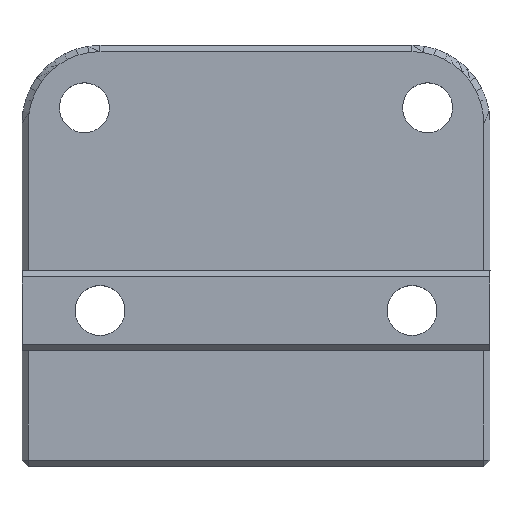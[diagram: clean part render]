
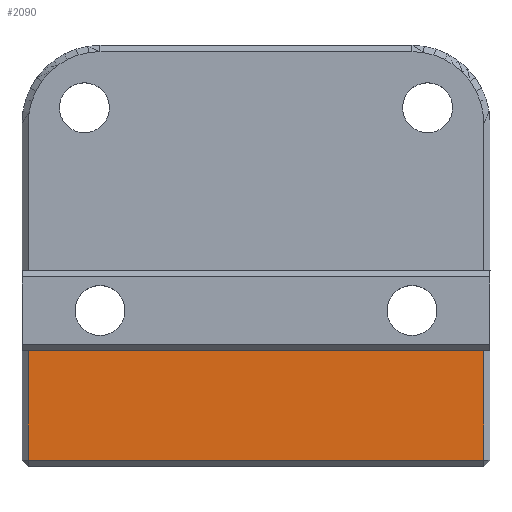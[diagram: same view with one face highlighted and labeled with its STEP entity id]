
A CAD part, top view. The second image highlights one B-rep face of the part: STEP entity #2090.
In plain terms, the highlighted planar face has unit normal (0, 0, 1).
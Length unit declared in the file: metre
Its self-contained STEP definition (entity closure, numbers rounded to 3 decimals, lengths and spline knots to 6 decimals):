
#1238 = EDGE_CURVE( '', #2741, #3281, #3282, .T. );
#1350 = EDGE_CURVE( '', #3451, #2741, #3452, .T. );
#2090 = ADVANCED_FACE( '', ( #4455 ), #4456, .T. );
#2212 = EDGE_CURVE( '', #4604, #3451, #4605, .T. );
#2741 = VERTEX_POINT( '', #5212 );
#3281 = VERTEX_POINT( '', #5992 );
#3282 = LINE( '', #5993, #5994 );
#3451 = VERTEX_POINT( '', #6240 );
#3452 = LINE( '', #6241, #6242 );
#4455 = FACE_OUTER_BOUND( '', #7767, .T. );
#4456 = PLANE( '', #7768 );
#4604 = VERTEX_POINT( '', #8007 );
#4605 = LINE( '', #8008, #8009 );
#5212 = CARTESIAN_POINT( '', ( 0.1896, 0.1619, 0.003 ) );
#5992 = CARTESIAN_POINT( '', ( 0.1896, 0.16895, 0.003 ) );
#5993 = CARTESIAN_POINT( '', ( 0.1896, 0.1619, 0.003 ) );
#5994 = VECTOR( '', #9523, 1. );
#6240 = CARTESIAN_POINT( '', ( 0.1604, 0.1619, 0.003 ) );
#6241 = CARTESIAN_POINT( '', ( 0.1604, 0.1619, 0.003 ) );
#6242 = VECTOR( '', #9703, 1. );
#7767 = EDGE_LOOP( '', ( #10803, #10804, #10805, #10806 ) );
#7768 = AXIS2_PLACEMENT_3D( '', #10807, #10808, #10809 );
#8007 = CARTESIAN_POINT( '', ( 0.1604, 0.16895, 0.003 ) );
#8008 = CARTESIAN_POINT( '', ( 0.1604, 0.1692, 0.003 ) );
#8009 = VECTOR( '', #11044, 1. );
#9523 = DIRECTION( '', ( 0., 1., 0. ) );
#9703 = DIRECTION( '', ( 1., 0., 0. ) );
#10803 = ORIENTED_EDGE( '', *, *, #1238, .T. );
#10804 = ORIENTED_EDGE( '', *, *, #12127, .T. );
#10805 = ORIENTED_EDGE( '', *, *, #2212, .T. );
#10806 = ORIENTED_EDGE( '', *, *, #1350, .T. );
#10807 = CARTESIAN_POINT( '', ( 0.175, 0.16555, 0.003 ) );
#10808 = DIRECTION( '', ( 0., 0., 1. ) );
#10809 = DIRECTION( '', ( 1., 0., 0. ) );
#11044 = DIRECTION( '', ( 0., -1., 0. ) );
#12127 = EDGE_CURVE( '', #3281, #4604, #12412, .T. );
#12412 = LINE( '', #12708, #12709 );
#12708 = CARTESIAN_POINT( '', ( 0.175, 0.16895, 0.003 ) );
#12709 = VECTOR( '', #12837, 1. );
#12837 = DIRECTION( '', ( -1., 0., 0. ) );
